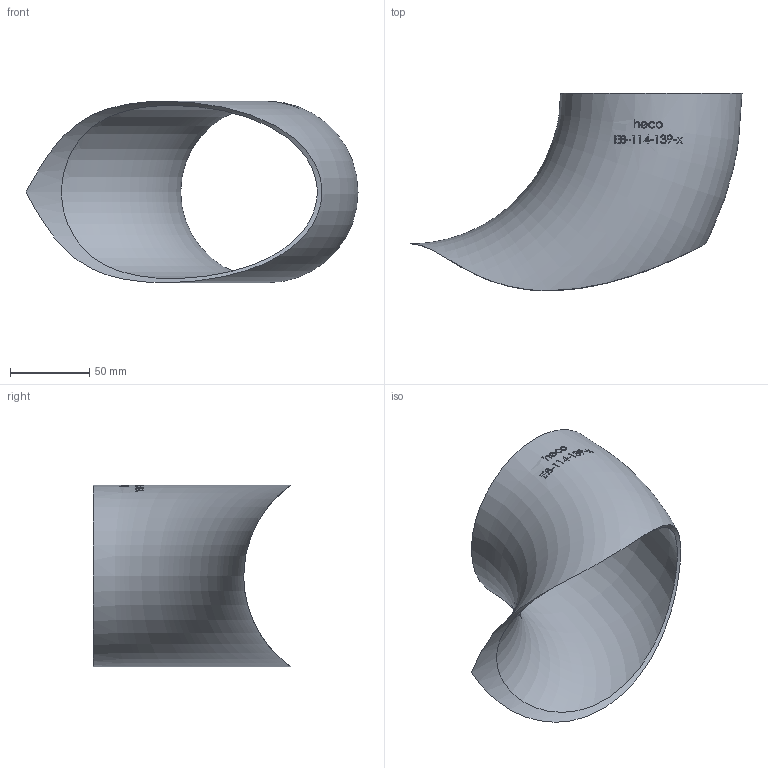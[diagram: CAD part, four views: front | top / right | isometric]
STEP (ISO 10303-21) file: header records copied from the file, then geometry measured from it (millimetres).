
FILE_DESCRIPTION (( 'STEP AP214' ), '1' );
FILE_NAME ('EB-114-139-x Einschweißbogen 1901.STEP', '2019-01-16T07:55:11', ( '' ), ( '' ), 'SwSTEP 2.0', 'SolidWorks 2016', '' );
FILE_SCHEMA (( 'AUTOMOTIVE_DESIGN' ));
Length unit declared in the file: millimetre
Products named in the file (1): EB-114-139-x Einschweißbogen 1901
Bounding box: 209.15 x 124.54 x 114.31 mm (x, y, z)
Volume: 118077.7 mm3; surface area: 94455.5 mm2
Topology: 1 solids, 1 shells, 188 faces, 500 edges, 334 vertices
Faces by surface type: plane 96, bspline 67, torus 24, cylinder 1
Entity records: 10044 total; most frequent: CARTESIAN_POINT 4260, ORIENTED_EDGE 980, EDGE_CURVE 490, DIRECTION 410, VERTEX_POINT 328, B_SPLINE_CURVE_WITH_KNOTS 326, EDGE_LOOP 214, FACE_OUTER_BOUND 190
